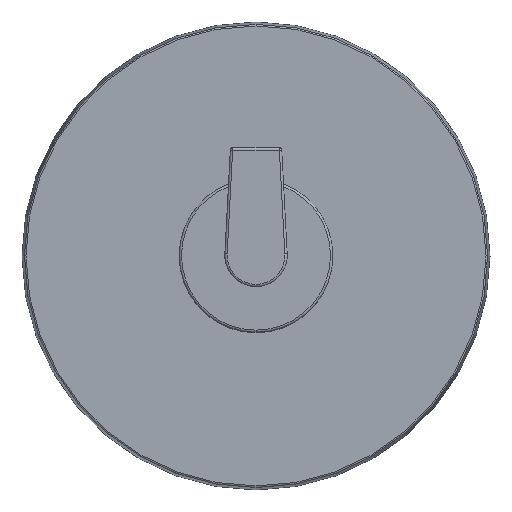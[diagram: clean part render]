
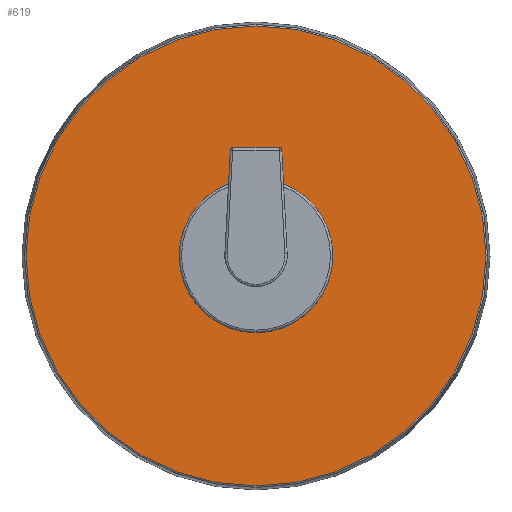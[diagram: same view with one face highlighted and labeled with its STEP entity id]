
A CAD part, top view. The second image highlights one B-rep face of the part: STEP entity #619.
In plain terms, the highlighted planar face has unit normal (0, 0, 1).
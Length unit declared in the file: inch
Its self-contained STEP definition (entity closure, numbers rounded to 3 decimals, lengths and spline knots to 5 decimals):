
#2=CARTESIAN_POINT('',(0.,0.,0.375));
#3=DIRECTION('',(0.,0.,1.));
#4=DIRECTION('',(1.,0.,0.));
#5=AXIS2_PLACEMENT_3D('',#2,#3,#4);
#7=CARTESIAN_POINT('',(0.,0.,0.375));
#8=DIRECTION('',(0.,0.,1.));
#9=DIRECTION('',(-1.,0.,0.));
#10=AXIS2_PLACEMENT_3D('',#7,#8,#9);
#12=CARTESIAN_POINT('',(0.,0.,0.375));
#13=DIRECTION('',(0.,0.,1.));
#14=DIRECTION('',(1.,0.,0.));
#15=AXIS2_PLACEMENT_3D('',#12,#13,#14);
#17=CARTESIAN_POINT('',(0.,0.,0.375));
#18=DIRECTION('',(0.,0.,1.));
#19=DIRECTION('',(-1.,0.,0.));
#20=AXIS2_PLACEMENT_3D('',#17,#18,#19);
#498=CARTESIAN_POINT('',(2.94887,0.,0.375));
#499=CARTESIAN_POINT('',(-2.94887,0.,0.375));
#500=VERTEX_POINT('',#498);
#501=VERTEX_POINT('',#499);
#510=CARTESIAN_POINT('',(0.985,0.,0.375));
#511=CARTESIAN_POINT('',(-0.985,0.,0.375));
#512=VERTEX_POINT('',#510);
#513=VERTEX_POINT('',#511);
#602=CARTESIAN_POINT('',(0.,0.,0.375));
#603=DIRECTION('',(0.,0.,1.));
#604=DIRECTION('',(1.,0.,0.));
#605=AXIS2_PLACEMENT_3D('',#602,#603,#604);
#606=PLANE('',#605);
#608=ORIENTED_EDGE('',*,*,#607,.F.);
#610=ORIENTED_EDGE('',*,*,#609,.F.);
#611=EDGE_LOOP('',(#608,#610));
#612=FACE_OUTER_BOUND('',#611,.F.);
#614=ORIENTED_EDGE('',*,*,#613,.T.);
#616=ORIENTED_EDGE('',*,*,#615,.T.);
#617=EDGE_LOOP('',(#614,#616));
#618=FACE_BOUND('',#617,.F.);
#619=ADVANCED_FACE('',(#612,#618),#606,.T.);
#6=CIRCLE('',#5,2.94887);
#11=CIRCLE('',#10,2.94887);
#16=CIRCLE('',#15,0.985);
#21=CIRCLE('',#20,0.985);
#607=EDGE_CURVE('',#500,#501,#6,.T.);
#609=EDGE_CURVE('',#501,#500,#11,.T.);
#613=EDGE_CURVE('',#512,#513,#16,.T.);
#615=EDGE_CURVE('',#513,#512,#21,.T.);
